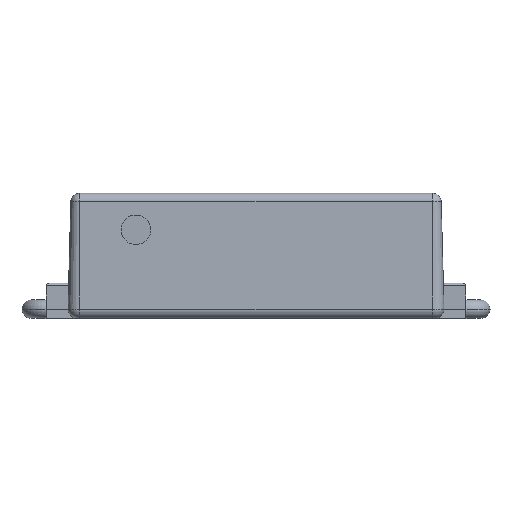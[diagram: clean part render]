
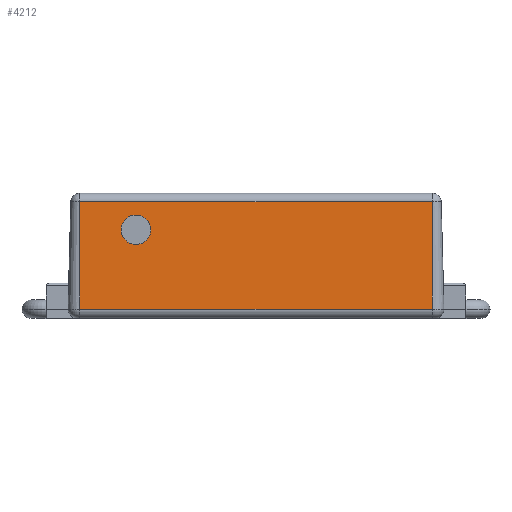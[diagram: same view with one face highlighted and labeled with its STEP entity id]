
A CAD part, top view. The second image highlights one B-rep face of the part: STEP entity #4212.
In plain terms, the highlighted planar face has unit normal (0, 0.026, 1).
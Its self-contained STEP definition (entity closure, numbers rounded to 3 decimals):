
#34 = LINE ( 'NONE', #5575, #3586 ) ;
#154 = LINE ( 'NONE', #5059, #3588 ) ;
#295 = EDGE_LOOP ( 'NONE', ( #2517, #4998 ) ) ;
#358 = VECTOR ( 'NONE', #2875, 1000. ) ;
#382 = VERTEX_POINT ( 'NONE', #1191 ) ;
#401 = EDGE_CURVE ( 'NONE', #1436, #382, #154, .T. ) ;
#712 = ORIENTED_EDGE ( 'NONE', *, *, #3290, .T. ) ;
#850 = CARTESIAN_POINT ( 'NONE',  ( -30.5, 20.139, 18.515 ) ) ;
#1116 = ORIENTED_EDGE ( 'NONE', *, *, #3147, .T. ) ;
#1191 = CARTESIAN_POINT ( 'NONE',  ( 30.5, 1.6, 19. ) ) ;
#1220 = CARTESIAN_POINT ( 'NONE',  ( -18.209, 10.205, 18.775 ) ) ;
#1225 = CARTESIAN_POINT ( 'NONE',  ( -18.209, 15.305, 18.641 ) ) ;
#1317 =( BOUNDED_CURVE ( )  B_SPLINE_CURVE ( 3, ( #1225, #2052, #1580, #5023 ),
 .UNSPECIFIED., .F., .F. ) 
 B_SPLINE_CURVE_WITH_KNOTS ( ( 4, 4 ),
 ( 4.712, 7.854 ),
 .UNSPECIFIED. ) 
 CURVE ( )  GEOMETRIC_REPRESENTATION_ITEM ( )  RATIONAL_B_SPLINE_CURVE ( ( 1., 0.333, 0.333, 1. ) ) 
 REPRESENTATION_ITEM ( '' )  );
#1436 = VERTEX_POINT ( 'NONE', #5176 ) ;
#1479 = DIRECTION ( 'NONE',  ( 0., -1., 0.026 ) ) ;
#1580 = CARTESIAN_POINT ( 'NONE',  ( -23.309, 20.405, 18.508 ) ) ;
#1613 = DIRECTION ( 'NONE',  ( 1., 0., 0. ) ) ;
#1625 = CARTESIAN_POINT ( 'NONE',  ( -23.309, 10.205, 18.775 ) ) ;
#1880 = FACE_BOUND ( 'NONE', #295, .T. ) ;
#1942 = CARTESIAN_POINT ( 'NONE',  ( -30.5, 1.6, 19. ) ) ;
#2052 = CARTESIAN_POINT ( 'NONE',  ( -18.209, 20.405, 18.508 ) ) ;
#2063 = CARTESIAN_POINT ( 'NONE',  ( -30.5, 20.139, 18.515 ) ) ;
#2133 = DIRECTION ( 'NONE',  ( 0., -1., 0.026 ) ) ;
#2187 = VERTEX_POINT ( 'NONE', #3659 ) ;
#2330 = PLANE ( 'NONE',  #3577 ) ;
#2396 = DIRECTION ( 'NONE',  ( 0., -1., 0.026 ) ) ;
#2501 = VERTEX_POINT ( 'NONE', #850 ) ;
#2517 = ORIENTED_EDGE ( 'NONE', *, *, #4459, .F. ) ;
#2584 = EDGE_LOOP ( 'NONE', ( #4086, #1116, #712, #3883 ) ) ;
#2729 =( BOUNDED_CURVE ( )  B_SPLINE_CURVE ( 3, ( #3408, #1625, #1220, #5110 ),
 .UNSPECIFIED., .F., .F. ) 
 B_SPLINE_CURVE_WITH_KNOTS ( ( 4, 4 ),
 ( 1.571, 4.712 ),
 .UNSPECIFIED. ) 
 CURVE ( )  GEOMETRIC_REPRESENTATION_ITEM ( )  RATIONAL_B_SPLINE_CURVE ( ( 1., 0.333, 0.333, 1. ) ) 
 REPRESENTATION_ITEM ( '' )  );
#2773 = CARTESIAN_POINT ( 'NONE',  ( 30.5, 1.6, 19. ) ) ;
#2875 = DIRECTION ( 'NONE',  ( -1., 0., 0. ) ) ;
#2927 = VERTEX_POINT ( 'NONE', #3089 ) ;
#2941 = EDGE_CURVE ( 'NONE', #3140, #382, #4948, .T. ) ;
#3089 = CARTESIAN_POINT ( 'NONE',  ( -18.209, 15.305, 18.641 ) ) ;
#3140 = VERTEX_POINT ( 'NONE', #5067 ) ;
#3147 = EDGE_CURVE ( 'NONE', #3140, #2501, #4679, .T. ) ;
#3290 = EDGE_CURVE ( 'NONE', #2501, #1436, #34, .T. ) ;
#3408 = CARTESIAN_POINT ( 'NONE',  ( -23.309, 15.305, 18.641 ) ) ;
#3447 = FACE_OUTER_BOUND ( 'NONE', #2584, .T. ) ;
#3525 = VECTOR ( 'NONE', #2396, 1000. ) ;
#3577 = AXIS2_PLACEMENT_3D ( 'NONE', #1942, #4063, #1479 ) ;
#3586 = VECTOR ( 'NONE', #2133, 1000. ) ;
#3588 = VECTOR ( 'NONE', #1613, 1000. ) ;
#3659 = CARTESIAN_POINT ( 'NONE',  ( -23.309, 15.305, 18.641 ) ) ;
#3883 = ORIENTED_EDGE ( 'NONE', *, *, #401, .T. ) ;
#4063 = DIRECTION ( 'NONE',  ( 0., 0.026, 1. ) ) ;
#4086 = ORIENTED_EDGE ( 'NONE', *, *, #2941, .F. ) ;
#4212 = ADVANCED_FACE ( 'NONE', ( #1880, #3447 ), #2330, .T. ) ;
#4459 = EDGE_CURVE ( 'NONE', #2187, #2927, #2729, .T. ) ;
#4679 = LINE ( 'NONE', #2063, #358 ) ;
#4948 = LINE ( 'NONE', #2773, #3525 ) ;
#4998 = ORIENTED_EDGE ( 'NONE', *, *, #5319, .F. ) ;
#5023 = CARTESIAN_POINT ( 'NONE',  ( -23.309, 15.305, 18.641 ) ) ;
#5059 = CARTESIAN_POINT ( 'NONE',  ( -30.5, 1.6, 19. ) ) ;
#5067 = CARTESIAN_POINT ( 'NONE',  ( 30.5, 20.139, 18.515 ) ) ;
#5110 = CARTESIAN_POINT ( 'NONE',  ( -18.209, 15.305, 18.641 ) ) ;
#5176 = CARTESIAN_POINT ( 'NONE',  ( -30.5, 1.6, 19. ) ) ;
#5319 = EDGE_CURVE ( 'NONE', #2927, #2187, #1317, .T. ) ;
#5575 = CARTESIAN_POINT ( 'NONE',  ( -30.5, 1.6, 19. ) ) ;
